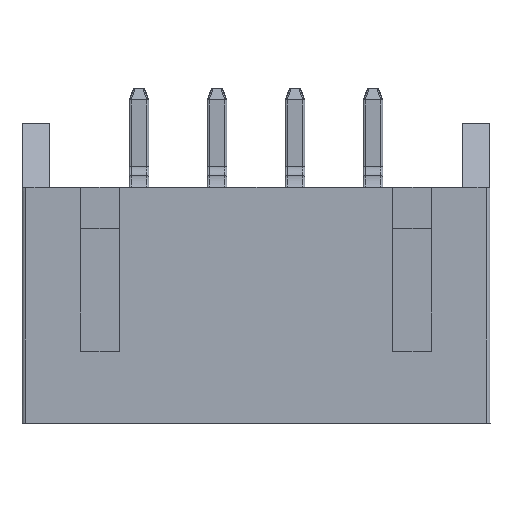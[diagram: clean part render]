
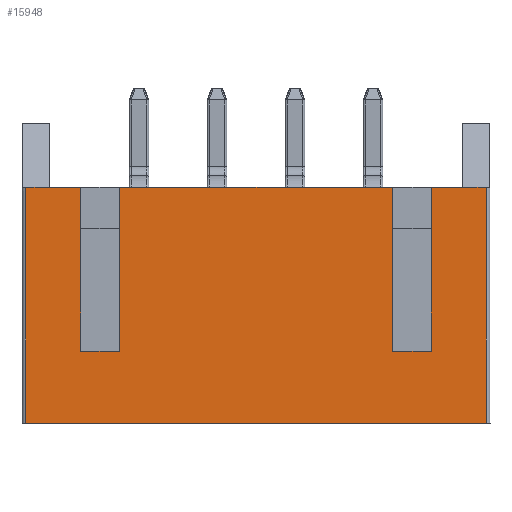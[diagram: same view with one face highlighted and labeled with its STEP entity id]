
A CAD part, top view. The second image highlights one B-rep face of the part: STEP entity #15948.
In plain terms, the highlighted planar face has unit normal (0, 0, 1).
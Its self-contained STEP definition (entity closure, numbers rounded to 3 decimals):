
#135 = VERTEX_POINT ( 'NONE', #13488 ) ;
#200 = CARTESIAN_POINT ( 'NONE',  ( -7.08, -2.255, 5.55 ) ) ;
#564 = CARTESIAN_POINT ( 'NONE',  ( 3.5, 4.4, 5.55 ) ) ;
#784 = ORIENTED_EDGE ( 'NONE', *, *, #15996, .T. ) ;
#791 = VERTEX_POINT ( 'NONE', #18013 ) ;
#858 = VERTEX_POINT ( 'NONE', #2443 ) ;
#1159 = EDGE_CURVE ( 'NONE', #135, #8794, #14502, .T. ) ;
#1317 = CARTESIAN_POINT ( 'NONE',  ( 5.9, -1.65, 5.55 ) ) ;
#1360 = EDGE_LOOP ( 'NONE', ( #3449, #4043, #17197, #11152, #11396, #7382, #2544, #784, #14026, #15310, #10028, #3255 ) ) ;
#1476 = CARTESIAN_POINT ( 'NONE',  ( 4.5, 4.4, 5.55 ) ) ;
#1539 = CARTESIAN_POINT ( 'NONE',  ( 3.5, 0.2, 5.55 ) ) ;
#1666 = CARTESIAN_POINT ( 'NONE',  ( 5.9, 4.4, 5.55 ) ) ;
#1699 = DIRECTION ( 'NONE',  ( 1., 0., 0. ) ) ;
#1794 = FACE_OUTER_BOUND ( 'NONE', #1360, .T. ) ;
#2176 = B_SPLINE_CURVE_WITH_KNOTS ( 'NONE', 1,
 ( #7140, #1539 ),
 .UNSPECIFIED., .F., .F.,
 ( 2, 2 ),
 ( -1., 0. ),
 .UNSPECIFIED. ) ;
#2443 = CARTESIAN_POINT ( 'NONE',  ( 5.9, -1.65, 5.55 ) ) ;
#2544 = ORIENTED_EDGE ( 'NONE', *, *, #2722, .T. ) ;
#2700 = VERTEX_POINT ( 'NONE', #6158 ) ;
#2722 = EDGE_CURVE ( 'NONE', #11330, #791, #10140, .T. ) ;
#2819 = EDGE_CURVE ( 'NONE', #8794, #4777, #12400, .T. ) ;
#2886 = CARTESIAN_POINT ( 'NONE',  ( -4.5, 0.2, 5.55 ) ) ;
#3059 = EDGE_CURVE ( 'NONE', #5591, #9480, #8374, .T. ) ;
#3255 = ORIENTED_EDGE ( 'NONE', *, *, #13379, .T. ) ;
#3376 = CARTESIAN_POINT ( 'NONE',  ( 5.9, -1.65, 5.55 ) ) ;
#3449 = ORIENTED_EDGE ( 'NONE', *, *, #12264, .T. ) ;
#3535 = CARTESIAN_POINT ( 'NONE',  ( -3.5, 4.4, 5.55 ) ) ;
#4043 = ORIENTED_EDGE ( 'NONE', *, *, #5440, .T. ) ;
#4431 = CARTESIAN_POINT ( 'NONE',  ( -5.9, 4.4, 5.55 ) ) ;
#4662 = EDGE_CURVE ( 'NONE', #5154, #2700, #8677, .T. ) ;
#4677 = PLANE ( 'NONE',  #13304 ) ;
#4777 = VERTEX_POINT ( 'NONE', #10007 ) ;
#4829 = B_SPLINE_CURVE_WITH_KNOTS ( 'NONE', 1,
 ( #1317, #18382 ),
 .UNSPECIFIED., .F., .F.,
 ( 2, 2 ),
 ( -6.05, 0. ),
 .UNSPECIFIED. ) ;
#5154 = VERTEX_POINT ( 'NONE', #8613 ) ;
#5399 = B_SPLINE_CURVE_WITH_KNOTS ( 'NONE', 1,
 ( #8793, #17627 ),
 .UNSPECIFIED., .F., .F.,
 ( 2, 2 ),
 ( -4.2, 0. ),
 .UNSPECIFIED. ) ;
#5440 = EDGE_CURVE ( 'NONE', #858, #135, #4829, .T. ) ;
#5591 = VERTEX_POINT ( 'NONE', #17308 ) ;
#5878 = DIRECTION ( 'NONE',  ( 0., 0., 1. ) ) ;
#6002 = CARTESIAN_POINT ( 'NONE',  ( 4.5, 4.4, 5.55 ) ) ;
#6158 = CARTESIAN_POINT ( 'NONE',  ( -5.9, 4.4, 5.55 ) ) ;
#6636 = CARTESIAN_POINT ( 'NONE',  ( 3.5, 0.2, 5.55 ) ) ;
#7140 = CARTESIAN_POINT ( 'NONE',  ( 4.5, 0.2, 5.55 ) ) ;
#7382 = ORIENTED_EDGE ( 'NONE', *, *, #11327, .T. ) ;
#8374 = B_SPLINE_CURVE_WITH_KNOTS ( 'NONE', 1,
 ( #18298, #2886 ),
 .UNSPECIFIED., .F., .F.,
 ( 2, 2 ),
 ( -1., 0. ),
 .UNSPECIFIED. ) ;
#8546 = VERTEX_POINT ( 'NONE', #12821 ) ;
#8583 = CARTESIAN_POINT ( 'NONE',  ( 4.5, 4.4, 5.55 ) ) ;
#8613 = CARTESIAN_POINT ( 'NONE',  ( -4.5, 4.4, 5.55 ) ) ;
#8677 = B_SPLINE_CURVE_WITH_KNOTS ( 'NONE', 1,
 ( #15710, #10125 ),
 .UNSPECIFIED., .F., .F.,
 ( 2, 2 ),
 ( 0., 1.4 ),
 .UNSPECIFIED. ) ;
#8793 = CARTESIAN_POINT ( 'NONE',  ( -3.5, 4.4, 5.55 ) ) ;
#8794 = VERTEX_POINT ( 'NONE', #6002 ) ;
#8986 = CARTESIAN_POINT ( 'NONE',  ( -5.9, -1.65, 5.55 ) ) ;
#9480 = VERTEX_POINT ( 'NONE', #13997 ) ;
#9675 = CARTESIAN_POINT ( 'NONE',  ( -4.5, 4.4, 5.55 ) ) ;
#9711 = EDGE_CURVE ( 'NONE', #9480, #5154, #18389, .T. ) ;
#10007 = CARTESIAN_POINT ( 'NONE',  ( 4.5, 0.2, 5.55 ) ) ;
#10028 = ORIENTED_EDGE ( 'NONE', *, *, #4662, .T. ) ;
#10125 = CARTESIAN_POINT ( 'NONE',  ( -5.9, 4.4, 5.55 ) ) ;
#10140 = B_SPLINE_CURVE_WITH_KNOTS ( 'NONE', 1,
 ( #564, #3535 ),
 .UNSPECIFIED., .F., .F.,
 ( 2, 2 ),
 ( 0., 7. ),
 .UNSPECIFIED. ) ;
#11152 = ORIENTED_EDGE ( 'NONE', *, *, #2819, .T. ) ;
#11274 = B_SPLINE_CURVE_WITH_KNOTS ( 'NONE', 1,
 ( #6636, #15030 ),
 .UNSPECIFIED., .F., .F.,
 ( 2, 2 ),
 ( -4.2, 0. ),
 .UNSPECIFIED. ) ;
#11327 = EDGE_CURVE ( 'NONE', #12629, #11330, #11274, .T. ) ;
#11330 = VERTEX_POINT ( 'NONE', #18034 ) ;
#11396 = ORIENTED_EDGE ( 'NONE', *, *, #14304, .T. ) ;
#12264 = EDGE_CURVE ( 'NONE', #8546, #858, #14287, .T. ) ;
#12400 = B_SPLINE_CURVE_WITH_KNOTS ( 'NONE', 1,
 ( #8583, #17239 ),
 .UNSPECIFIED., .F., .F.,
 ( 2, 2 ),
 ( -4.2, 0. ),
 .UNSPECIFIED. ) ;
#12629 = VERTEX_POINT ( 'NONE', #17894 ) ;
#12821 = CARTESIAN_POINT ( 'NONE',  ( -5.9, -1.65, 5.55 ) ) ;
#13304 = AXIS2_PLACEMENT_3D ( 'NONE', #200, #5878, #1699 ) ;
#13379 = EDGE_CURVE ( 'NONE', #2700, #8546, #17793, .T. ) ;
#13488 = CARTESIAN_POINT ( 'NONE',  ( 5.9, 4.4, 5.55 ) ) ;
#13997 = CARTESIAN_POINT ( 'NONE',  ( -4.5, 0.2, 5.55 ) ) ;
#14026 = ORIENTED_EDGE ( 'NONE', *, *, #3059, .T. ) ;
#14287 = B_SPLINE_CURVE_WITH_KNOTS ( 'NONE', 1,
 ( #8986, #3376 ),
 .UNSPECIFIED., .F., .F.,
 ( 2, 2 ),
 ( -11.8, 0. ),
 .UNSPECIFIED. ) ;
#14304 = EDGE_CURVE ( 'NONE', #4777, #12629, #2176, .T. ) ;
#14483 = CARTESIAN_POINT ( 'NONE',  ( -5.9, -1.65, 5.55 ) ) ;
#14502 = B_SPLINE_CURVE_WITH_KNOTS ( 'NONE', 1,
 ( #1666, #1476 ),
 .UNSPECIFIED., .F., .F.,
 ( 2, 2 ),
 ( 0., 1.4 ),
 .UNSPECIFIED. ) ;
#15030 = CARTESIAN_POINT ( 'NONE',  ( 3.5, 4.4, 5.55 ) ) ;
#15310 = ORIENTED_EDGE ( 'NONE', *, *, #9711, .T. ) ;
#15710 = CARTESIAN_POINT ( 'NONE',  ( -4.5, 4.4, 5.55 ) ) ;
#15948 = ADVANCED_FACE ( 'NONE', ( #1794 ), #4677, .T. ) ;
#15996 = EDGE_CURVE ( 'NONE', #791, #5591, #5399, .T. ) ;
#16850 = CARTESIAN_POINT ( 'NONE',  ( -4.5, 0.2, 5.55 ) ) ;
#17197 = ORIENTED_EDGE ( 'NONE', *, *, #1159, .T. ) ;
#17239 = CARTESIAN_POINT ( 'NONE',  ( 4.5, 0.2, 5.55 ) ) ;
#17308 = CARTESIAN_POINT ( 'NONE',  ( -3.5, 0.2, 5.55 ) ) ;
#17627 = CARTESIAN_POINT ( 'NONE',  ( -3.5, 0.2, 5.55 ) ) ;
#17793 = B_SPLINE_CURVE_WITH_KNOTS ( 'NONE', 1,
 ( #4431, #14483 ),
 .UNSPECIFIED., .F., .F.,
 ( 2, 2 ),
 ( -6.05, 0. ),
 .UNSPECIFIED. ) ;
#17894 = CARTESIAN_POINT ( 'NONE',  ( 3.5, 0.2, 5.55 ) ) ;
#18013 = CARTESIAN_POINT ( 'NONE',  ( -3.5, 4.4, 5.55 ) ) ;
#18034 = CARTESIAN_POINT ( 'NONE',  ( 3.5, 4.4, 5.55 ) ) ;
#18298 = CARTESIAN_POINT ( 'NONE',  ( -3.5, 0.2, 5.55 ) ) ;
#18382 = CARTESIAN_POINT ( 'NONE',  ( 5.9, 4.4, 5.55 ) ) ;
#18389 = B_SPLINE_CURVE_WITH_KNOTS ( 'NONE', 1,
 ( #16850, #9675 ),
 .UNSPECIFIED., .F., .F.,
 ( 2, 2 ),
 ( -4.2, 0. ),
 .UNSPECIFIED. ) ;
